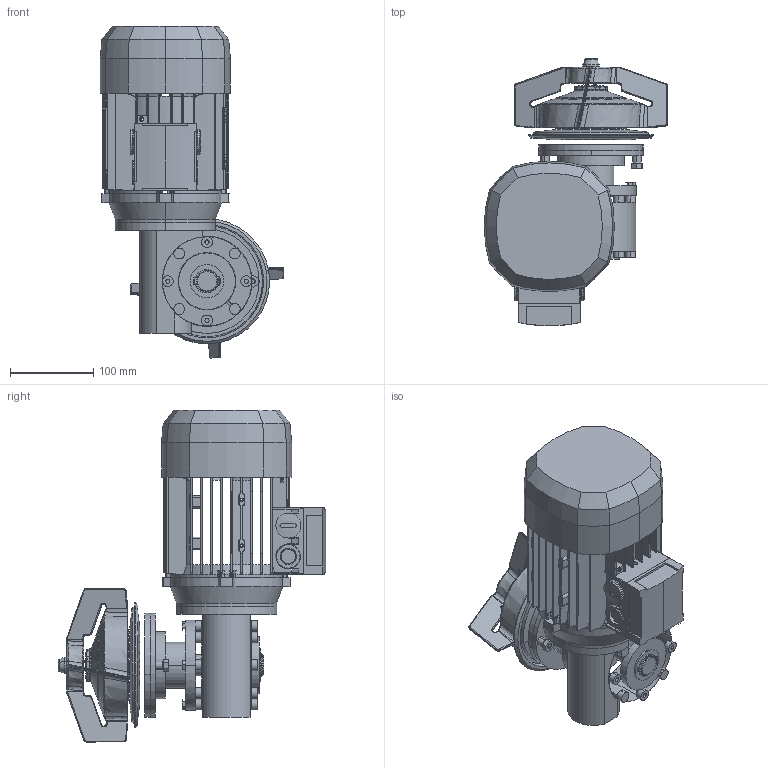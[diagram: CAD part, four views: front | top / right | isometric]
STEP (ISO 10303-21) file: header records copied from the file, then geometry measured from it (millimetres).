
FILE_DESCRIPTION (( 'STEP AP203' ), '1' );
FILE_NAME ('Complete mixer GMP2000 E0, standard (IEC).STEP', '2007-05-28T15:22:54', ( ' ' ), ( ' ' ), 'SwSTEP 2.0', 'SolidWorks 2005235', '' );
FILE_SCHEMA (( 'CONFIG_CONTROL_DESIGN' ));
Products named in the file (1): Complete mixer GMP2000 E0, standard (IEC)
Bounding box: 220 x 320.96 x 398 mm (x, y, z)
Surface area: 510411 mm2 (no closed solid volume)
Topology: 0 solids, 39 shells, 1183 faces, 3859 edges, 2622 vertices
Faces by surface type: cylinder 422, plane 408, cone 161, bspline 120, torus 72
Entity records: 54587 total; most frequent: CARTESIAN_POINT 23256, ORIENTED_EDGE 6454, DIRECTION 6028, EDGE_CURVE 3856, VERTEX_POINT 2622, AXIS2_PLACEMENT_3D 2243, VECTOR 1542, LINE 1542
